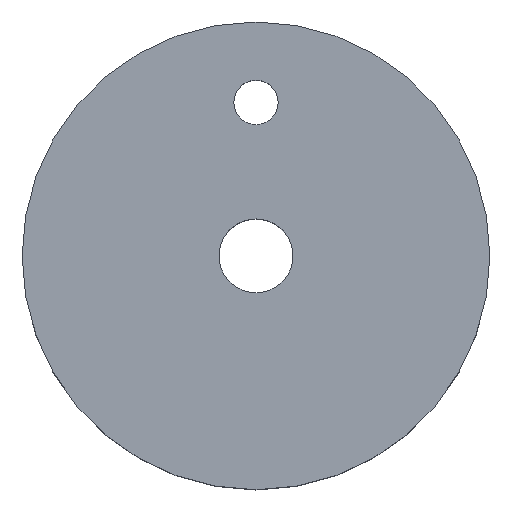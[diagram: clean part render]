
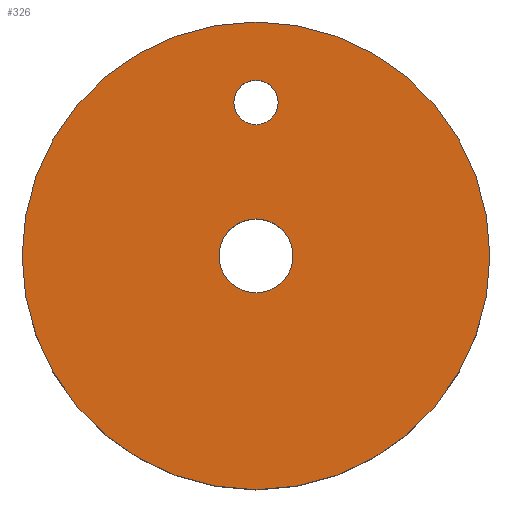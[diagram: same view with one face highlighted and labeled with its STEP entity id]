
A CAD part, top view. The second image highlights one B-rep face of the part: STEP entity #326.
In plain terms, the highlighted planar face has unit normal (0, 0, 1).
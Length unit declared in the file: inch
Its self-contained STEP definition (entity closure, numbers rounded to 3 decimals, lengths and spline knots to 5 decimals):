
#6 = VERTEX_POINT ( 'NONE', #306 ) ;
#13 = PLANE ( 'NONE',  #258 ) ;
#22 = FACE_BOUND ( 'NONE', #228, .T. ) ;
#26 = ORIENTED_EDGE ( 'NONE', *, *, #316, .F. ) ;
#31 = DIRECTION ( 'NONE',  ( 0., 0., 1. ) ) ;
#44 = ORIENTED_EDGE ( 'NONE', *, *, #313, .F. ) ;
#49 = CARTESIAN_POINT ( 'NONE',  ( 1.18604, 8.20231, 7.9 ) ) ;
#56 = DIRECTION ( 'NONE',  ( 1., 0., 0. ) ) ;
#63 = CIRCLE ( 'NONE', #302, 1.18604 ) ;
#64 = ORIENTED_EDGE ( 'NONE', *, *, #299, .T. ) ;
#69 = ORIENTED_EDGE ( 'NONE', *, *, #142, .F. ) ;
#71 = CARTESIAN_POINT ( 'NONE',  ( 0., 0., 7.9 ) ) ;
#78 = CARTESIAN_POINT ( 'NONE',  ( 0., 0., 7.9 ) ) ;
#79 = DIRECTION ( 'NONE',  ( 1., 0., 0. ) ) ;
#89 = AXIS2_PLACEMENT_3D ( 'NONE', #294, #291, #214 ) ;
#100 = EDGE_CURVE ( 'NONE', #6, #119, #239, .T. ) ;
#109 = CARTESIAN_POINT ( 'NONE',  ( 1.975, 0., 7.9 ) ) ;
#111 = AXIS2_PLACEMENT_3D ( 'NONE', #71, #267, #290 ) ;
#113 = DIRECTION ( 'NONE',  ( 1., 0., 0. ) ) ;
#119 = VERTEX_POINT ( 'NONE', #49 ) ;
#128 = AXIS2_PLACEMENT_3D ( 'NONE', #246, #141, #56 ) ;
#129 = DIRECTION ( 'NONE',  ( 0., 0., 1. ) ) ;
#130 = DIRECTION ( 'NONE',  ( 0., 0., 1. ) ) ;
#141 = DIRECTION ( 'NONE',  ( 0., 0., 1. ) ) ;
#142 = EDGE_CURVE ( 'NONE', #119, #6, #63, .T. ) ;
#147 = ORIENTED_EDGE ( 'NONE', *, *, #100, .F. ) ;
#150 = CIRCLE ( 'NONE', #275, 1.975 ) ;
#154 = CARTESIAN_POINT ( 'NONE',  ( 12.5, 0., 7.9 ) ) ;
#162 = FACE_OUTER_BOUND ( 'NONE', #204, .T. ) ;
#168 = EDGE_CURVE ( 'NONE', #254, #288, #178, .T. ) ;
#177 = DIRECTION ( 'NONE',  ( 1., 0., 0. ) ) ;
#178 = CIRCLE ( 'NONE', #111, 12.5 ) ;
#183 = EDGE_LOOP ( 'NONE', ( #69, #147 ) ) ;
#189 = ORIENTED_EDGE ( 'NONE', *, *, #168, .T. ) ;
#197 = CIRCLE ( 'NONE', #89, 12.5 ) ;
#204 = EDGE_LOOP ( 'NONE', ( #189, #64 ) ) ;
#207 = CARTESIAN_POINT ( 'NONE',  ( 0., 8.20231, 7.9 ) ) ;
#212 = CIRCLE ( 'NONE', #128, 1.975 ) ;
#214 = DIRECTION ( 'NONE',  ( 1., 0., 0. ) ) ;
#216 = VERTEX_POINT ( 'NONE', #109 ) ;
#228 = EDGE_LOOP ( 'NONE', ( #44, #26 ) ) ;
#229 = AXIS2_PLACEMENT_3D ( 'NONE', #262, #129, #285 ) ;
#239 = CIRCLE ( 'NONE', #229, 1.18604 ) ;
#241 = CARTESIAN_POINT ( 'NONE',  ( -1.975, 0., 7.9 ) ) ;
#246 = CARTESIAN_POINT ( 'NONE',  ( 0., 0., 7.9 ) ) ;
#247 = VERTEX_POINT ( 'NONE', #241 ) ;
#254 = VERTEX_POINT ( 'NONE', #295 ) ;
#258 = AXIS2_PLACEMENT_3D ( 'NONE', #78, #268, #113 ) ;
#262 = CARTESIAN_POINT ( 'NONE',  ( 0., 8.20231, 7.9 ) ) ;
#267 = DIRECTION ( 'NONE',  ( 0., 0., 1. ) ) ;
#268 = DIRECTION ( 'NONE',  ( 0., 0., 1. ) ) ;
#275 = AXIS2_PLACEMENT_3D ( 'NONE', #318, #31, #79 ) ;
#285 = DIRECTION ( 'NONE',  ( 1., 0., 0. ) ) ;
#288 = VERTEX_POINT ( 'NONE', #154 ) ;
#290 = DIRECTION ( 'NONE',  ( 1., 0., 0. ) ) ;
#291 = DIRECTION ( 'NONE',  ( 0., 0., 1. ) ) ;
#294 = CARTESIAN_POINT ( 'NONE',  ( 0., 0., 7.9 ) ) ;
#295 = CARTESIAN_POINT ( 'NONE',  ( -12.5, 0., 7.9 ) ) ;
#299 = EDGE_CURVE ( 'NONE', #288, #254, #197, .T. ) ;
#302 = AXIS2_PLACEMENT_3D ( 'NONE', #207, #130, #177 ) ;
#305 = FACE_BOUND ( 'NONE', #183, .T. ) ;
#306 = CARTESIAN_POINT ( 'NONE',  ( -1.18604, 8.20231, 7.9 ) ) ;
#313 = EDGE_CURVE ( 'NONE', #247, #216, #212, .T. ) ;
#316 = EDGE_CURVE ( 'NONE', #216, #247, #150, .T. ) ;
#318 = CARTESIAN_POINT ( 'NONE',  ( 0., 0., 7.9 ) ) ;
#326 = ADVANCED_FACE ( 'NONE', ( #305, #162, #22 ), #13, .T. ) ;
